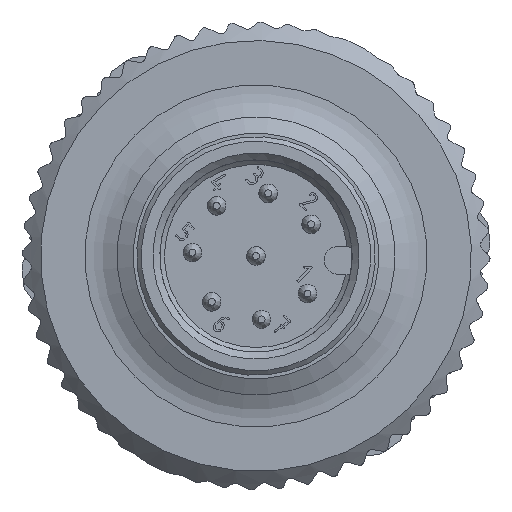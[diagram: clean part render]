
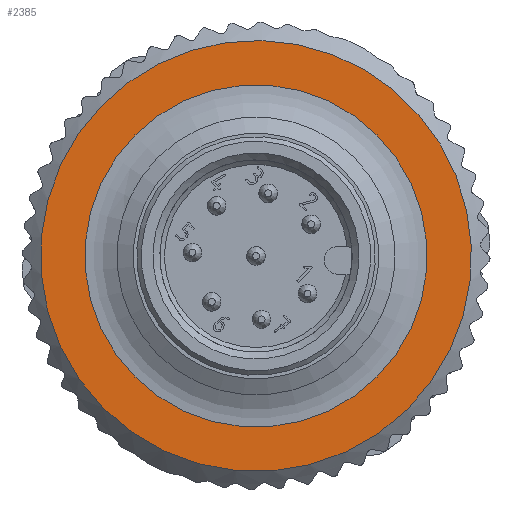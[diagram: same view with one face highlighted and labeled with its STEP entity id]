
A CAD part, left-side view. The second image highlights one B-rep face of the part: STEP entity #2385.
In plain terms, the highlighted planar face has unit normal (-1, 0, 0).
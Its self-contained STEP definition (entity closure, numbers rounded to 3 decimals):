
#310=PLANE('',#14326);
#2240=FACE_BOUND('',#4322,.T.);
#2241=FACE_BOUND('',#4323,.T.);
#2385=ADVANCED_FACE('',(#2240,#2241),#310,.T.);
#4322=EDGE_LOOP('',(#6620));
#4323=EDGE_LOOP('',(#6621));
#6620=ORIENTED_EDGE('',*,*,#11993,.T.);
#6621=ORIENTED_EDGE('',*,*,#11749,.T.);
#10472=VERTEX_POINT('',#21884);
#10697=VERTEX_POINT('',#22465);
#11749=EDGE_CURVE('',#10472,#10472,#13586,.T.);
#11993=EDGE_CURVE('',#10697,#10697,#13693,.T.);
#13586=CIRCLE('',#14199,9.3);
#13693=CIRCLE('',#14325,7.387);
#14199=AXIS2_PLACEMENT_3D('',#21883,#15775,#15776);
#14325=AXIS2_PLACEMENT_3D('',#22464,#16144,#16145);
#14326=AXIS2_PLACEMENT_3D('',#22466,#16146,#16147);
#15775=DIRECTION('',(-1.,0.,0.));
#15776=DIRECTION('',(0.,0.906,0.423));
#16144=DIRECTION('',(1.,0.,0.));
#16145=DIRECTION('',(0.,0.906,0.423));
#16146=DIRECTION('',(-1.,0.,0.));
#16147=DIRECTION('',(0.,0.906,0.423));
#21883=CARTESIAN_POINT('',(-8.,0.,0.));
#21884=CARTESIAN_POINT('',(-8.,8.429,3.93));
#22464=CARTESIAN_POINT('',(-8.,0.,0.));
#22465=CARTESIAN_POINT('',(-8.,6.694,3.122));
#22466=CARTESIAN_POINT('',(-8.,0.,0.));
